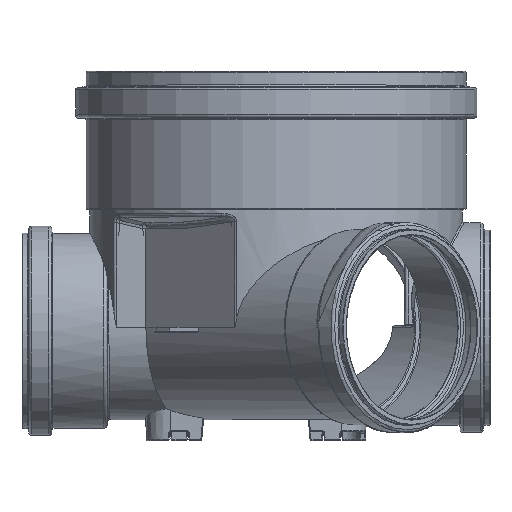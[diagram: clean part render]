
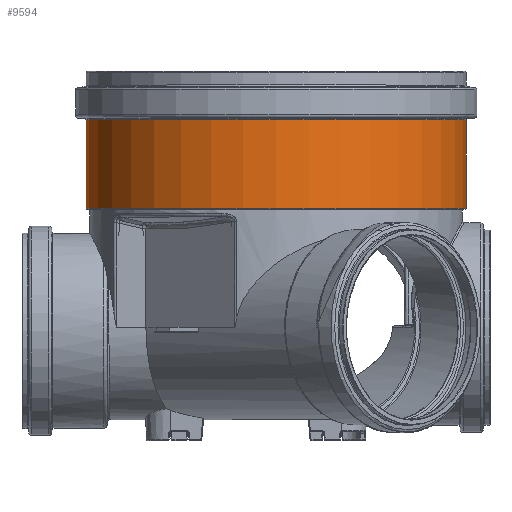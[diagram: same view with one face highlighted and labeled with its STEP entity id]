
A CAD part, top view. The second image highlights one B-rep face of the part: STEP entity #9594.
In plain terms, the highlighted cylindrical face has radius 206.5 mm (diameter 413 mm), a full revolution.
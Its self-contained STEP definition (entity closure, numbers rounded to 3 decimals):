
#403=CYLINDRICAL_SURFACE('',#10775,206.5);
#797=LINE('',#23263,#1193);
#1193=VECTOR('',#13503,206.5);
#2338=FACE_OUTER_BOUND('',#2924,.T.);
#2924=EDGE_LOOP('',(#8878,#8879,#8880,#8881,#8882,#8883));
#3517=CIRCLE('',#10772,206.5);
#3519=CIRCLE('',#10774,206.5);
#3520=CIRCLE('',#10776,206.5);
#3521=CIRCLE('',#10777,206.5);
#4450=VERTEX_POINT('',#23253);
#4451=VERTEX_POINT('',#23254);
#4452=VERTEX_POINT('',#23259);
#4453=VERTEX_POINT('',#23260);
#5928=EDGE_CURVE('',#4450,#4451,#3517,.T.);
#5930=EDGE_CURVE('',#4451,#4450,#3519,.T.);
#5931=EDGE_CURVE('',#4452,#4453,#3520,.T.);
#5932=EDGE_CURVE('',#4453,#4452,#3521,.T.);
#5933=EDGE_CURVE('',#4453,#4451,#797,.T.);
#8878=ORIENTED_EDGE('',*,*,#5931,.F.);
#8879=ORIENTED_EDGE('',*,*,#5932,.F.);
#8880=ORIENTED_EDGE('',*,*,#5933,.T.);
#8881=ORIENTED_EDGE('',*,*,#5930,.T.);
#8882=ORIENTED_EDGE('',*,*,#5928,.T.);
#8883=ORIENTED_EDGE('',*,*,#5933,.F.);
#9594=ADVANCED_FACE('',(#2338),#403,.T.);
#10772=AXIS2_PLACEMENT_3D('',#23255,#13491,#13492);
#10774=AXIS2_PLACEMENT_3D('',#23257,#13495,#13496);
#10775=AXIS2_PLACEMENT_3D('',#23258,#13497,#13498);
#10776=AXIS2_PLACEMENT_3D('',#23261,#13499,#13500);
#10777=AXIS2_PLACEMENT_3D('',#23262,#13501,#13502);
#13491=DIRECTION('center_axis',(0.,1.,0.));
#13492=DIRECTION('ref_axis',(1.,0.,0.));
#13495=DIRECTION('center_axis',(0.,1.,0.));
#13496=DIRECTION('ref_axis',(1.,0.,0.));
#13497=DIRECTION('center_axis',(0.,1.,0.));
#13498=DIRECTION('ref_axis',(-1.,0.,0.));
#13499=DIRECTION('center_axis',(0.,1.,0.));
#13500=DIRECTION('ref_axis',(1.,0.,0.));
#13501=DIRECTION('center_axis',(0.,1.,0.));
#13502=DIRECTION('ref_axis',(1.,0.,0.));
#13503=DIRECTION('',(0.,-1.,0.));
#23253=CARTESIAN_POINT('',(0.,129.7,-206.5));
#23254=CARTESIAN_POINT('',(206.5,129.7,0.));
#23255=CARTESIAN_POINT('Origin',(0.,129.7,0.));
#23257=CARTESIAN_POINT('Origin',(0.,129.7,0.));
#23258=CARTESIAN_POINT('Origin',(0.,177.827,0.));
#23259=CARTESIAN_POINT('',(0.,225.955,-206.5));
#23260=CARTESIAN_POINT('',(206.5,225.955,0.));
#23261=CARTESIAN_POINT('Origin',(0.,225.955,0.));
#23262=CARTESIAN_POINT('Origin',(0.,225.955,0.));
#23263=CARTESIAN_POINT('',(206.5,177.827,0.));
